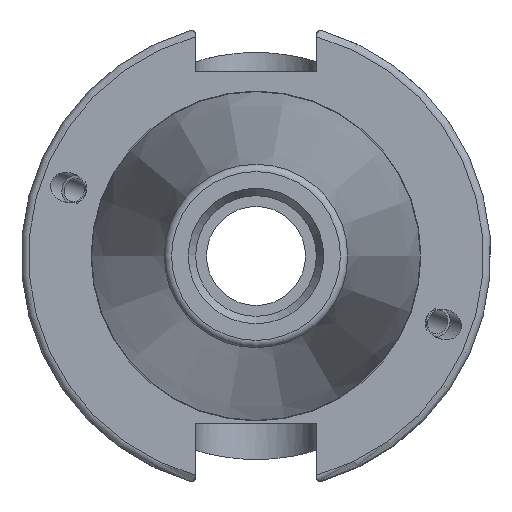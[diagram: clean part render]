
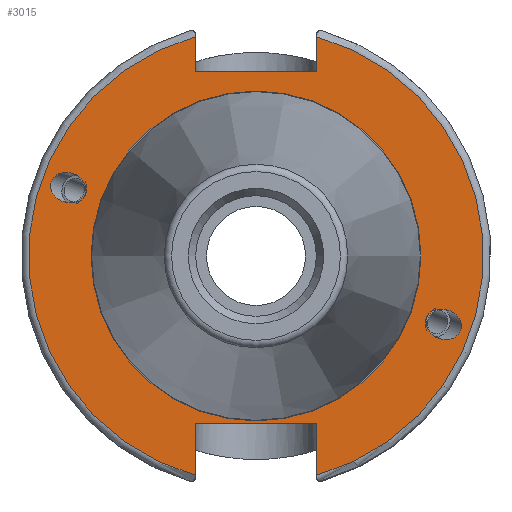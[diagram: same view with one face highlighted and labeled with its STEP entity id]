
A CAD part, left-side view. The second image highlights one B-rep face of the part: STEP entity #3015.
In plain terms, the highlighted planar face has unit normal (-1, 0, 0).
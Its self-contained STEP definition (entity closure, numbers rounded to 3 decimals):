
#420=ELLIPSE('',#3297,2.442,2.);
#429=ELLIPSE('',#3340,2.442,2.);
#442=PLANE('',#3346);
#496=FACE_BOUND('',#756,.T.);
#497=FACE_BOUND('',#757,.T.);
#498=FACE_BOUND('',#758,.T.);
#590=FACE_OUTER_BOUND('',#755,.T.);
#755=EDGE_LOOP('',(#2309,#2310,#2311,#2312,#2313,#2314,#2315,#2316));
#756=EDGE_LOOP('',(#2317));
#757=EDGE_LOOP('',(#2318));
#758=EDGE_LOOP('',(#2319));
#926=CIRCLE('',#3344,22.3);
#928=CIRCLE('',#3347,30.75);
#929=CIRCLE('',#3348,30.75);
#1085=LINE('',#4962,#1224);
#1086=LINE('',#4966,#1225);
#1087=LINE('',#4968,#1226);
#1088=LINE('',#4970,#1227);
#1089=LINE('',#4974,#1228);
#1090=LINE('',#4975,#1229);
#1224=VECTOR('',#3863,10.);
#1225=VECTOR('',#3866,10.);
#1226=VECTOR('',#3867,10.);
#1227=VECTOR('',#3868,10.);
#1228=VECTOR('',#3871,10.);
#1229=VECTOR('',#3872,10.);
#1443=VERTEX_POINT('',#4765);
#1483=VERTEX_POINT('',#4948);
#1486=VERTEX_POINT('',#4955);
#1487=VERTEX_POINT('',#4960);
#1488=VERTEX_POINT('',#4961);
#1489=VERTEX_POINT('',#4963);
#1490=VERTEX_POINT('',#4965);
#1491=VERTEX_POINT('',#4967);
#1492=VERTEX_POINT('',#4969);
#1493=VERTEX_POINT('',#4971);
#1494=VERTEX_POINT('',#4973);
#1741=EDGE_CURVE('',#1443,#1443,#420,.T.);
#1797=EDGE_CURVE('',#1483,#1483,#429,.T.);
#1800=EDGE_CURVE('',#1486,#1486,#926,.T.);
#1802=EDGE_CURVE('',#1487,#1488,#1085,.T.);
#1803=EDGE_CURVE('',#1489,#1488,#928,.T.);
#1804=EDGE_CURVE('',#1489,#1490,#1086,.T.);
#1805=EDGE_CURVE('',#1490,#1491,#1087,.T.);
#1806=EDGE_CURVE('',#1491,#1492,#1088,.T.);
#1807=EDGE_CURVE('',#1493,#1492,#929,.T.);
#1808=EDGE_CURVE('',#1493,#1494,#1089,.T.);
#1809=EDGE_CURVE('',#1494,#1487,#1090,.T.);
#2309=ORIENTED_EDGE('',*,*,#1802,.T.);
#2310=ORIENTED_EDGE('',*,*,#1803,.F.);
#2311=ORIENTED_EDGE('',*,*,#1804,.T.);
#2312=ORIENTED_EDGE('',*,*,#1805,.T.);
#2313=ORIENTED_EDGE('',*,*,#1806,.T.);
#2314=ORIENTED_EDGE('',*,*,#1807,.F.);
#2315=ORIENTED_EDGE('',*,*,#1808,.T.);
#2316=ORIENTED_EDGE('',*,*,#1809,.T.);
#2317=ORIENTED_EDGE('',*,*,#1741,.T.);
#2318=ORIENTED_EDGE('',*,*,#1797,.T.);
#2319=ORIENTED_EDGE('',*,*,#1800,.F.);
#3015=ADVANCED_FACE('',(#590,#496,#497,#498),#442,.T.);
#3297=AXIS2_PLACEMENT_3D('',#4767,#3746,#3747);
#3340=AXIS2_PLACEMENT_3D('',#4950,#3849,#3850);
#3344=AXIS2_PLACEMENT_3D('',#4957,#3857,#3858);
#3346=AXIS2_PLACEMENT_3D('',#4959,#3861,#3862);
#3347=AXIS2_PLACEMENT_3D('',#4964,#3864,#3865);
#3348=AXIS2_PLACEMENT_3D('',#4972,#3869,#3870);
#3746=DIRECTION('center_axis',(1.,0.,0.));
#3747=DIRECTION('ref_axis',(0.,-0.94,-0.342));
#3849=DIRECTION('center_axis',(1.,0.,0.));
#3850=DIRECTION('ref_axis',(0.,0.94,0.342));
#3857=DIRECTION('center_axis',(-1.,0.,0.));
#3858=DIRECTION('ref_axis',(0.,-1.,0.));
#3861=DIRECTION('center_axis',(-1.,0.,0.));
#3862=DIRECTION('ref_axis',(0.,0.,1.));
#3863=DIRECTION('',(0.,0.,-1.));
#3864=DIRECTION('center_axis',(1.,0.,0.));
#3865=DIRECTION('ref_axis',(0.,-1.,0.));
#3866=DIRECTION('',(0.,0.,-1.));
#3867=DIRECTION('',(0.,1.,0.));
#3868=DIRECTION('',(0.,0.,1.));
#3869=DIRECTION('center_axis',(1.,0.,0.));
#3870=DIRECTION('ref_axis',(0.,1.,0.));
#3871=DIRECTION('',(0.,0.,1.));
#3872=DIRECTION('',(0.,-1.,0.));
#4765=CARTESIAN_POINT('',(3.175,-23.077,-8.399));
#4767=CARTESIAN_POINT('Origin',(3.175,-25.372,-9.235));
#4948=CARTESIAN_POINT('',(3.175,23.077,8.399));
#4950=CARTESIAN_POINT('Origin',(3.175,25.372,9.235));
#4955=CARTESIAN_POINT('',(3.175,0.,22.3));
#4957=CARTESIAN_POINT('Origin',(3.175,0.,0.));
#4959=CARTESIAN_POINT('Origin',(3.175,31.75,0.));
#4960=CARTESIAN_POINT('',(3.175,-8.19,-22.6));
#4961=CARTESIAN_POINT('',(3.175,-8.19,-29.639));
#4962=CARTESIAN_POINT('',(3.175,-8.19,-11.3));
#4963=CARTESIAN_POINT('',(3.175,-8.19,29.639));
#4964=CARTESIAN_POINT('Origin',(3.175,0.,0.));
#4965=CARTESIAN_POINT('',(3.175,-8.19,25.));
#4966=CARTESIAN_POINT('',(3.175,-8.19,12.5));
#4967=CARTESIAN_POINT('',(3.175,8.19,25.));
#4968=CARTESIAN_POINT('',(3.175,15.875,25.));
#4969=CARTESIAN_POINT('',(3.175,8.19,29.639));
#4970=CARTESIAN_POINT('',(3.175,8.19,12.5));
#4971=CARTESIAN_POINT('',(3.175,8.19,-29.639));
#4972=CARTESIAN_POINT('Origin',(3.175,0.,0.));
#4973=CARTESIAN_POINT('',(3.175,8.19,-22.6));
#4974=CARTESIAN_POINT('',(3.175,8.19,-11.3));
#4975=CARTESIAN_POINT('',(3.175,15.875,-22.6));
